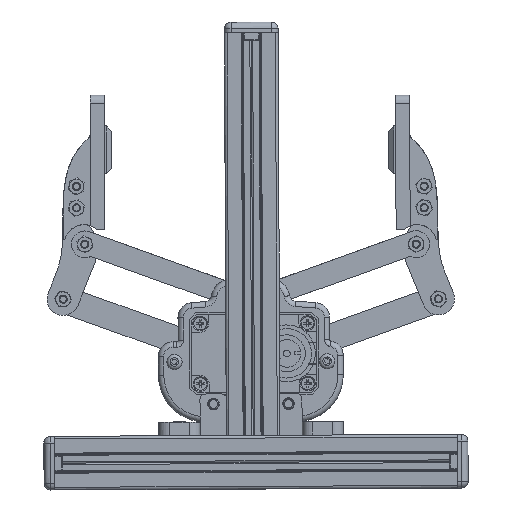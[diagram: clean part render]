
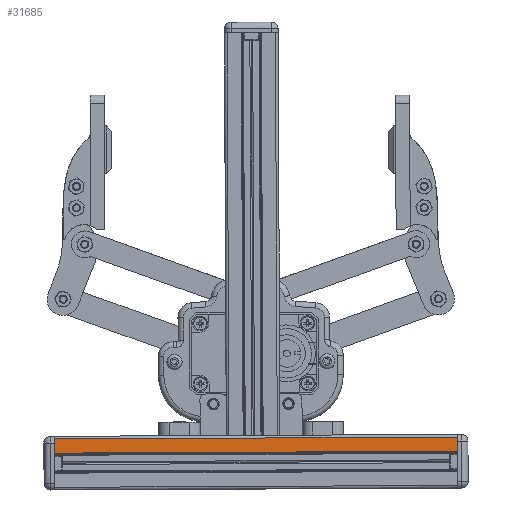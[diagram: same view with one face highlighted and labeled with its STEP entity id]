
A CAD part, front view. The second image highlights one B-rep face of the part: STEP entity #31685.
In plain terms, the highlighted face is planar.
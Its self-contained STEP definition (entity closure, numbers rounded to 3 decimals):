
#2312=PLANE('',#34829);
#4336=FACE_OUTER_BOUND('',#6220,.T.);
#6220=EDGE_LOOP('',(#24832,#24833,#24834,#24835));
#8571=LINE('',#49080,#11385);
#8642=LINE('',#49262,#11456);
#8643=LINE('',#49266,#11457);
#8644=LINE('',#49267,#11458);
#11385=VECTOR('',#39790,10.);
#11456=VECTOR('',#39959,1.);
#11457=VECTOR('',#39964,1.);
#11458=VECTOR('',#39965,1.);
#15400=VERTEX_POINT('',#49077);
#15401=VERTEX_POINT('',#49079);
#15463=VERTEX_POINT('',#49261);
#15464=VERTEX_POINT('',#49265);
#18840=EDGE_CURVE('',#15400,#15401,#8571,.T.);
#18931=EDGE_CURVE('',#15401,#15463,#8642,.T.);
#18933=EDGE_CURVE('',#15400,#15464,#8643,.T.);
#18934=EDGE_CURVE('',#15464,#15463,#8644,.T.);
#24832=ORIENTED_EDGE('',*,*,#18933,.T.);
#24833=ORIENTED_EDGE('',*,*,#18934,.T.);
#24834=ORIENTED_EDGE('',*,*,#18931,.F.);
#24835=ORIENTED_EDGE('',*,*,#18840,.F.);
#31685=ADVANCED_FACE('',(#4336),#2312,.T.);
#34829=AXIS2_PLACEMENT_3D('',#49264,#39962,#39963);
#39790=DIRECTION('',(0.,0.,1.));
#39959=DIRECTION('',(0.,-1.,0.));
#39962=DIRECTION('center_axis',(-1.,0.,0.));
#39963=DIRECTION('ref_axis',(0.,0.,1.));
#39964=DIRECTION('',(0.,-1.,0.));
#39965=DIRECTION('',(0.,0.,1.));
#49077=CARTESIAN_POINT('',(-9.996,140.,3.732));
#49079=CARTESIAN_POINT('',(-9.996,140.,9.002));
#49080=CARTESIAN_POINT('',(-9.996,140.,3.732));
#49261=CARTESIAN_POINT('',(-9.996,-10.,9.002));
#49262=CARTESIAN_POINT('',(-9.996,0.,9.002));
#49264=CARTESIAN_POINT('Origin',(-9.996,0.,3.732));
#49265=CARTESIAN_POINT('',(-9.996,-10.,3.732));
#49266=CARTESIAN_POINT('',(-9.996,0.,3.732));
#49267=CARTESIAN_POINT('',(-9.996,-10.,3.732));
